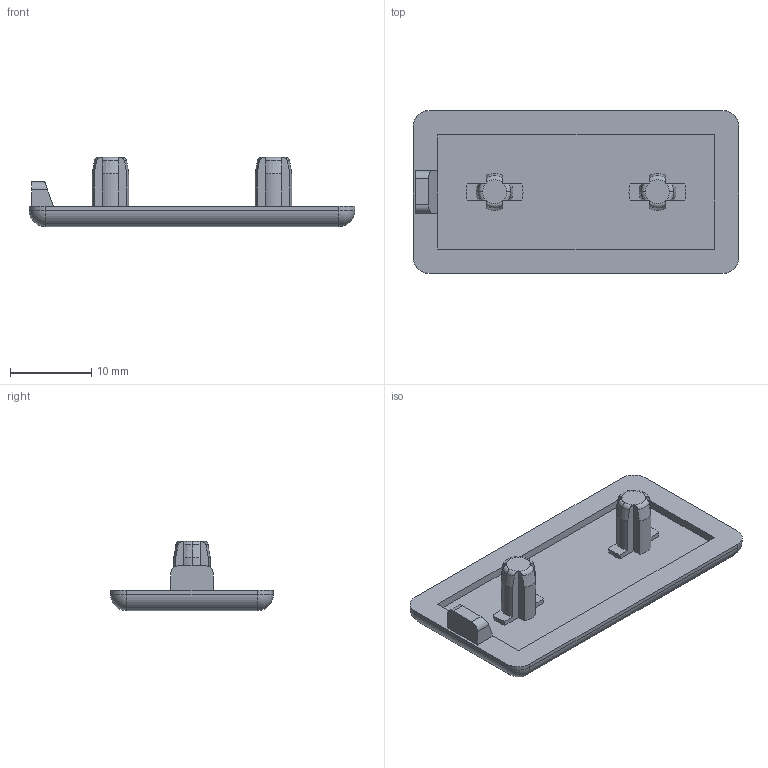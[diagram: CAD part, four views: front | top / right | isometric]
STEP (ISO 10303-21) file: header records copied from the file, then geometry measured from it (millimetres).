
FILE_DESCRIPTION(('STEP AP203'),'1');
FILE_NAME('fath_091181.stp','2021-11-24T07:07:09',('TraceParts'),('TraceParts S.A.'),'Spatial InterOp 3D',' ',' ');
FILE_SCHEMA(('CONFIG_CONTROL_DESIGN'));
Length unit declared in the file: millimetre
Products named in the file (1): 1
Bounding box: 40 x 20 x 8.5 mm (x, y, z)
Volume: 1637.7 mm3; surface area: 2137.5 mm2
Topology: 1 solids, 1 shells, 96 faces, 255 edges, 160 vertices
Faces by surface type: plane 38, cylinder 30, torus 12, cone 12, sphere 4
Entity records: 3069 total; most frequent: CARTESIAN_POINT 658, ORIENTED_EDGE 502, DIRECTION 497, EDGE_CURVE 251, AXIS2_PLACEMENT_3D 183, VERTEX_POINT 160, LINE 131, VECTOR 131
